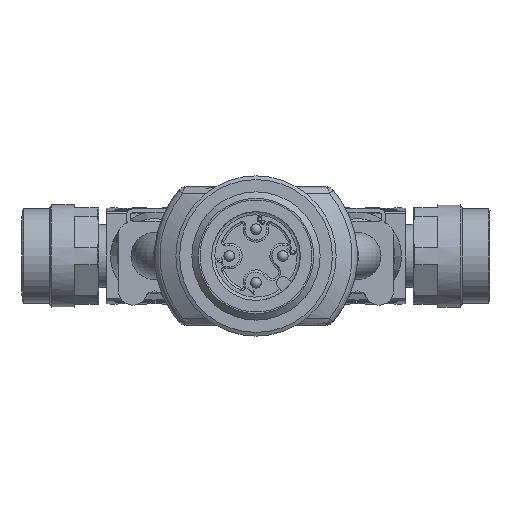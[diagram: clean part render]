
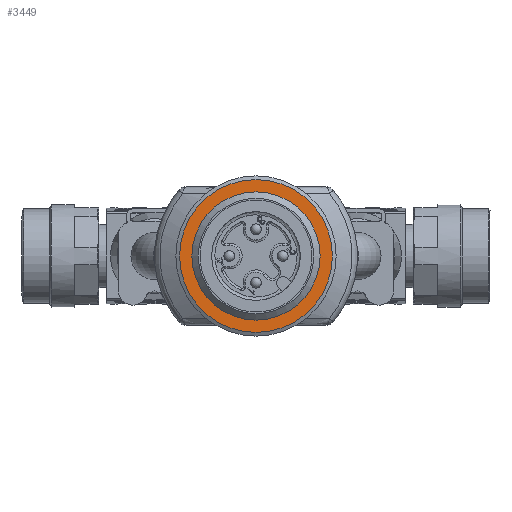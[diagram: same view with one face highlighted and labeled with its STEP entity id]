
A CAD part, front view. The second image highlights one B-rep face of the part: STEP entity #3449.
In plain terms, the highlighted planar face has unit normal (0, -1, 0).
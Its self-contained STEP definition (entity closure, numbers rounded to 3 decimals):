
#984=PLANE('',#13320);
#3449=ADVANCED_FACE('',(#4281,#4282),#984,.F.);
#4281=FACE_BOUND('',#4793,.T.);
#4282=FACE_BOUND('',#4794,.T.);
#4793=EDGE_LOOP('',(#6783));
#4794=EDGE_LOOP('',(#6784));
#6783=ORIENTED_EDGE('',*,*,#10976,.F.);
#6784=ORIENTED_EDGE('',*,*,#10975,.T.);
#9524=VERTEX_POINT('',#22376);
#9525=VERTEX_POINT('',#22379);
#10975=EDGE_CURVE('',#9524,#9524,#12372,.T.);
#10976=EDGE_CURVE('',#9525,#9525,#12373,.T.);
#12372=CIRCLE('',#13317,7.154);
#12373=CIRCLE('',#13319,6.);
#13317=AXIS2_PLACEMENT_3D('',#22375,#15615,#15616);
#13319=AXIS2_PLACEMENT_3D('',#22378,#15619,#15620);
#13320=AXIS2_PLACEMENT_3D('',#22380,#15621,#15622);
#15615=DIRECTION('',(0.,-1.,0.));
#15616=DIRECTION('',(0.5,0.,-0.866));
#15619=DIRECTION('',(0.,-1.,0.));
#15620=DIRECTION('',(0.5,0.,-0.866));
#15621=DIRECTION('',(0.,1.,0.));
#15622=DIRECTION('',(-0.5,0.,0.866));
#22375=CARTESIAN_POINT('',(67.686,-62.786,0.));
#22376=CARTESIAN_POINT('',(71.263,-62.786,-6.195));
#22378=CARTESIAN_POINT('',(67.686,-62.786,0.));
#22379=CARTESIAN_POINT('',(70.686,-62.786,-5.196));
#22380=CARTESIAN_POINT('',(73.881,-62.786,3.577));
